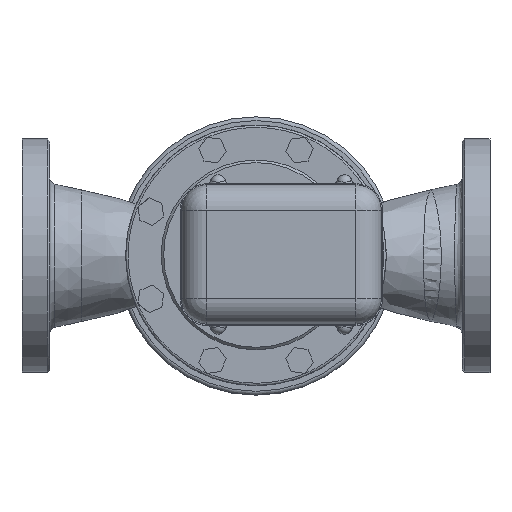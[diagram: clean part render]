
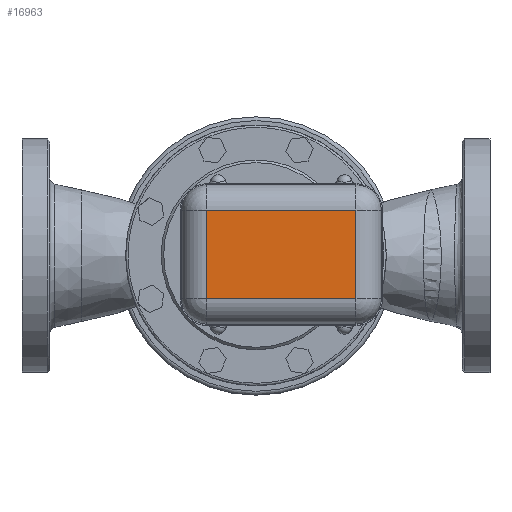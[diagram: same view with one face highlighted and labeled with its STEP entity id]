
A CAD part, top view. The second image highlights one B-rep face of the part: STEP entity #16963.
In plain terms, the highlighted planar face has unit normal (0, 0, 1).
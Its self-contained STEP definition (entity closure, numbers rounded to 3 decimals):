
#234=PLANE('',#18199);
#1247=LINE('',#29651,#2600);
#1249=LINE('',#29659,#2602);
#1251=LINE('',#29667,#2604);
#1253=LINE('',#29678,#2606);
#2600=VECTOR('',#20553,70.);
#2602=VECTOR('',#20561,118.);
#2604=VECTOR('',#20569,70.);
#2606=VECTOR('',#20585,118.);
#4277=FACE_OUTER_BOUND('',#5439,.T.);
#5439=EDGE_LOOP('',(#12681,#12682,#12683,#12684));
#7973=VERTEX_POINT('',#29648);
#7974=VERTEX_POINT('',#29650);
#7977=VERTEX_POINT('',#29658);
#7980=VERTEX_POINT('',#29666);
#9765=EDGE_CURVE('',#7973,#7974,#1247,.T.);
#9769=EDGE_CURVE('',#7974,#7977,#1249,.T.);
#9773=EDGE_CURVE('',#7977,#7980,#1251,.T.);
#9779=EDGE_CURVE('',#7980,#7973,#1253,.T.);
#12681=ORIENTED_EDGE('',*,*,#9765,.F.);
#12682=ORIENTED_EDGE('',*,*,#9779,.F.);
#12683=ORIENTED_EDGE('',*,*,#9773,.F.);
#12684=ORIENTED_EDGE('',*,*,#9769,.F.);
#16963=ADVANCED_FACE('',(#4277),#234,.T.);
#18199=AXIS2_PLACEMENT_3D('',#29704,#20616,#20617);
#20553=DIRECTION('',(0.,-1.,0.));
#20561=DIRECTION('',(-1.,0.,0.));
#20569=DIRECTION('',(0.,1.,0.));
#20585=DIRECTION('',(1.,0.,0.));
#20616=DIRECTION('center_axis',(0.,0.,
1.));
#20617=DIRECTION('ref_axis',(1.,0.,0.));
#29648=CARTESIAN_POINT('',(79.,35.,635.));
#29650=CARTESIAN_POINT('',(79.,-35.,635.));
#29651=CARTESIAN_POINT('',(79.,17.5,635.));
#29658=CARTESIAN_POINT('',(-39.,-35.,635.));
#29659=CARTESIAN_POINT('',(49.5,-35.,635.));
#29666=CARTESIAN_POINT('',(-39.,35.,635.));
#29667=CARTESIAN_POINT('',(-39.,-17.5,635.));
#29678=CARTESIAN_POINT('',(-9.5,35.,635.));
#29704=CARTESIAN_POINT('Origin',(20.,0.,
635.));
